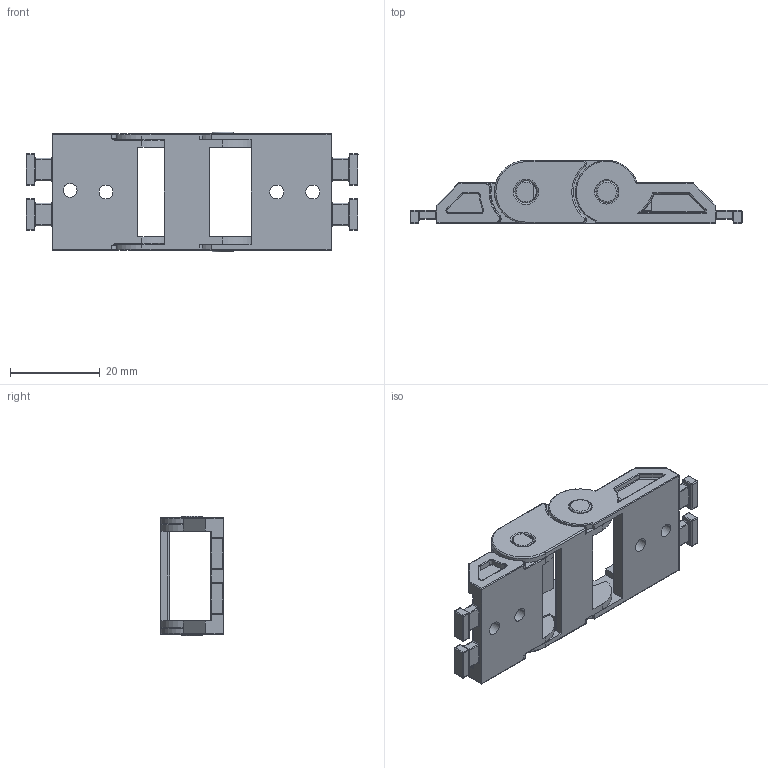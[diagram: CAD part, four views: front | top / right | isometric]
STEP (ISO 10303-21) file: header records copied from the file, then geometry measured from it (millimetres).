
FILE_DESCRIPTION (( 'STEP AP214' ), '1' );
FILE_NAME ('CK10-F020-AYAK.STEP', '2019-09-10T08:25:34', ( '' ), ( '' ), 'SwSTEP 2.0', 'SolidWorks 2017', '' );
FILE_SCHEMA (( 'AUTOMOTIVE_DESIGN' ));
Length unit declared in the file: millimetre
Products named in the file (1): CK10-F020-AYAK
Bounding box: 73.87 x 14 x 26.6 mm (x, y, z)
Volume: 6709 mm3; surface area: 7857.7 mm2
Topology: 3 solids, 3 shells, 539 faces, 1304 edges, 737 vertices
Faces by surface type: cylinder 249, plane 122, torus 110, sphere 42, cone 8, bspline 8
Entity records: 15611 total; most frequent: CARTESIAN_POINT 2958, DIRECTION 2893, ORIENTED_EDGE 2528, EDGE_CURVE 1264, AXIS2_PLACEMENT_3D 1158, VERTEX_POINT 737, CIRCLE 626, VECTOR 577
